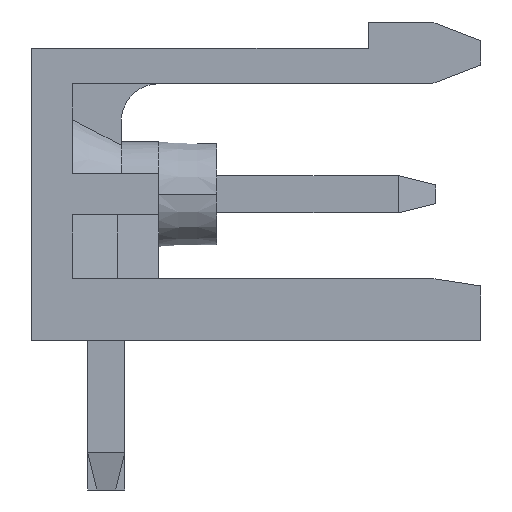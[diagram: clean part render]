
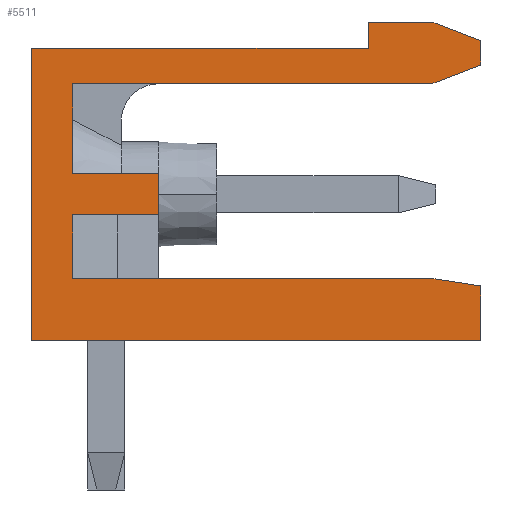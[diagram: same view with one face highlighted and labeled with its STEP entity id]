
A CAD part, left-side view. The second image highlights one B-rep face of the part: STEP entity #5511.
In plain terms, the highlighted planar face has unit normal (-1, 0, 0).
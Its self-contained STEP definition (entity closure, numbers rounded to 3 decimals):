
#16=DIRECTION('',(0.,1.,0.));
#17=VECTOR('',#16,12.);
#18=CARTESIAN_POINT('',(0.,0.,-3.9));
#19=LINE('',#18,#17);
#20=DIRECTION('',(0.,0.,1.));
#21=VECTOR('',#20,7.8);
#22=CARTESIAN_POINT('',(0.,12.,-3.9));
#23=LINE('',#22,#21);
#24=DIRECTION('',(0.,1.,0.));
#25=VECTOR('',#24,9.);
#26=CARTESIAN_POINT('',(0.,3.,3.9));
#27=LINE('',#26,#25);
#28=DIRECTION('',(0.,0.,-1.));
#29=VECTOR('',#28,0.7);
#30=CARTESIAN_POINT('',(0.,3.,4.6));
#31=LINE('',#30,#29);
#32=DIRECTION('',(0.,-1.,0.));
#33=VECTOR('',#32,1.7);
#34=CARTESIAN_POINT('',(0.,3.,4.6));
#35=LINE('',#34,#33);
#36=DIRECTION('',(0.,0.933,0.359));
#37=VECTOR('',#36,1.393);
#38=CARTESIAN_POINT('',(0.,0.,4.1));
#39=LINE('',#38,#37);
#40=DIRECTION('',(0.,0.,-1.));
#41=VECTOR('',#40,0.65);
#42=CARTESIAN_POINT('',(0.,0.,4.1));
#43=LINE('',#42,#41);
#44=DIRECTION('',(0.,-0.933,0.359));
#45=VECTOR('',#44,1.393);
#46=CARTESIAN_POINT('',(0.,1.3,2.95));
#47=LINE('',#46,#45);
#48=DIRECTION('',(0.,-1.,0.));
#49=VECTOR('',#48,9.6);
#50=CARTESIAN_POINT('',(0.,10.9,2.95));
#51=LINE('',#50,#49);
#52=DIRECTION('',(0.,0.,1.));
#53=VECTOR('',#52,2.4);
#54=CARTESIAN_POINT('',(0.,10.9,0.55));
#55=LINE('',#54,#53);
#56=DIRECTION('',(0.,-1.,0.));
#57=VECTOR('',#56,2.3);
#58=CARTESIAN_POINT('',(0.,10.9,0.55));
#59=LINE('',#58,#57);
#60=DIRECTION('',(0.,0.,1.));
#61=VECTOR('',#60,1.1);
#62=CARTESIAN_POINT('',(0.,8.6,-0.55));
#63=LINE('',#62,#61);
#64=DIRECTION('',(0.,-1.,0.));
#65=VECTOR('',#64,2.3);
#66=CARTESIAN_POINT('',(0.,10.9,-0.55));
#67=LINE('',#66,#65);
#68=DIRECTION('',(0.,0.,1.));
#69=VECTOR('',#68,1.7);
#70=CARTESIAN_POINT('',(0.,10.9,-2.25));
#71=LINE('',#70,#69);
#72=DIRECTION('',(0.,1.,0.));
#73=VECTOR('',#72,9.6);
#74=CARTESIAN_POINT('',(0.,1.3,-2.25));
#75=LINE('',#74,#73);
#76=DIRECTION('',(0.,0.988,0.152));
#77=VECTOR('',#76,1.315);
#78=CARTESIAN_POINT('',(0.,0.,-2.45));
#79=LINE('',#78,#77);
#80=DIRECTION('',(0.,0.,-1.));
#81=VECTOR('',#80,1.45);
#82=CARTESIAN_POINT('',(0.,0.,-2.45));
#83=LINE('',#82,#81);
#4406=CARTESIAN_POINT('',(0.,0.,-3.9));
#4407=CARTESIAN_POINT('',(0.,12.,-3.9));
#4408=VERTEX_POINT('',#4406);
#4409=VERTEX_POINT('',#4407);
#4410=CARTESIAN_POINT('',(0.,12.,3.9));
#4411=VERTEX_POINT('',#4410);
#4412=CARTESIAN_POINT('',(0.,3.,4.6));
#4413=CARTESIAN_POINT('',(0.,1.3,4.6));
#4414=VERTEX_POINT('',#4412);
#4415=VERTEX_POINT('',#4413);
#4416=CARTESIAN_POINT('',(0.,0.,4.1));
#4417=CARTESIAN_POINT('',(0.,0.,3.45));
#4418=VERTEX_POINT('',#4416);
#4419=VERTEX_POINT('',#4417);
#4420=CARTESIAN_POINT('',(0.,0.,-2.45));
#4421=VERTEX_POINT('',#4420);
#4422=CARTESIAN_POINT('',(0.,3.,3.9));
#4423=VERTEX_POINT('',#4422);
#4424=CARTESIAN_POINT('',(0.,1.3,-2.25));
#4425=CARTESIAN_POINT('',(0.,10.9,-2.25));
#4426=VERTEX_POINT('',#4424);
#4427=VERTEX_POINT('',#4425);
#4428=CARTESIAN_POINT('',(0.,8.6,-0.55));
#4429=CARTESIAN_POINT('',(0.,8.6,0.55));
#4430=VERTEX_POINT('',#4428);
#4431=VERTEX_POINT('',#4429);
#4432=CARTESIAN_POINT('',(0.,10.9,2.95));
#4433=CARTESIAN_POINT('',(0.,1.3,2.95));
#4434=VERTEX_POINT('',#4432);
#4435=VERTEX_POINT('',#4433);
#4436=CARTESIAN_POINT('',(0.,10.9,0.55));
#4437=VERTEX_POINT('',#4436);
#4438=CARTESIAN_POINT('',(0.,10.9,-0.55));
#4439=VERTEX_POINT('',#4438);
#5470=CARTESIAN_POINT('',(0.,16.408,-10.5));
#5471=DIRECTION('',(-1.,0.,0.));
#5472=DIRECTION('',(0.,-1.,0.));
#5473=AXIS2_PLACEMENT_3D('',#5470,#5471,#5472);
#5474=PLANE('',#5473);
#5476=ORIENTED_EDGE('',*,*,#5475,.T.);
#5478=ORIENTED_EDGE('',*,*,#5477,.T.);
#5480=ORIENTED_EDGE('',*,*,#5479,.F.);
#5482=ORIENTED_EDGE('',*,*,#5481,.F.);
#5484=ORIENTED_EDGE('',*,*,#5483,.T.);
#5486=ORIENTED_EDGE('',*,*,#5485,.F.);
#5488=ORIENTED_EDGE('',*,*,#5487,.T.);
#5490=ORIENTED_EDGE('',*,*,#5489,.F.);
#5492=ORIENTED_EDGE('',*,*,#5491,.F.);
#5494=ORIENTED_EDGE('',*,*,#5493,.F.);
#5496=ORIENTED_EDGE('',*,*,#5495,.T.);
#5498=ORIENTED_EDGE('',*,*,#5497,.F.);
#5500=ORIENTED_EDGE('',*,*,#5499,.F.);
#5502=ORIENTED_EDGE('',*,*,#5501,.F.);
#5504=ORIENTED_EDGE('',*,*,#5503,.F.);
#5506=ORIENTED_EDGE('',*,*,#5505,.F.);
#5508=ORIENTED_EDGE('',*,*,#5507,.T.);
#5509=EDGE_LOOP('',(#5476,#5478,#5480,#5482,#5484,#5486,#5488,#5490,#5492,#5494,
#5496,#5498,#5500,#5502,#5504,#5506,#5508));
#5510=FACE_OUTER_BOUND('',#5509,.F.);
#5511=ADVANCED_FACE('',(#5510),#5474,.T.);
#5475=EDGE_CURVE('',#4408,#4409,#19,.T.);
#5477=EDGE_CURVE('',#4409,#4411,#23,.T.);
#5479=EDGE_CURVE('',#4423,#4411,#27,.T.);
#5481=EDGE_CURVE('',#4414,#4423,#31,.T.);
#5483=EDGE_CURVE('',#4414,#4415,#35,.T.);
#5485=EDGE_CURVE('',#4418,#4415,#39,.T.);
#5487=EDGE_CURVE('',#4418,#4419,#43,.T.);
#5489=EDGE_CURVE('',#4435,#4419,#47,.T.);
#5491=EDGE_CURVE('',#4434,#4435,#51,.T.);
#5493=EDGE_CURVE('',#4437,#4434,#55,.T.);
#5495=EDGE_CURVE('',#4437,#4431,#59,.T.);
#5497=EDGE_CURVE('',#4430,#4431,#63,.T.);
#5499=EDGE_CURVE('',#4439,#4430,#67,.T.);
#5501=EDGE_CURVE('',#4427,#4439,#71,.T.);
#5503=EDGE_CURVE('',#4426,#4427,#75,.T.);
#5505=EDGE_CURVE('',#4421,#4426,#79,.T.);
#5507=EDGE_CURVE('',#4421,#4408,#83,.T.);
